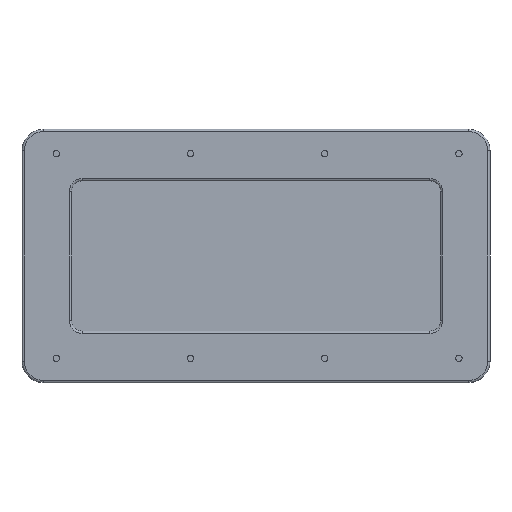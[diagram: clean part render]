
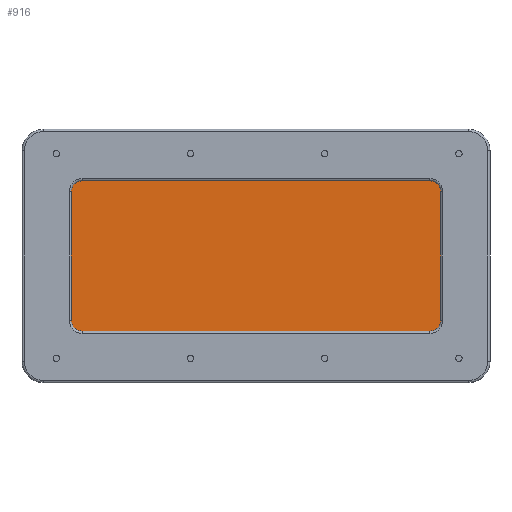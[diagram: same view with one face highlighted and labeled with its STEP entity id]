
A CAD part, front view. The second image highlights one B-rep face of the part: STEP entity #916.
In plain terms, the highlighted planar face has unit normal (0, -1, 0).
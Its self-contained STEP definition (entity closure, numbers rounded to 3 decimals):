
#5 = CARTESIAN_POINT ( 'NONE',  ( -81., 43.5, -30. ) ) ;
#21 = CARTESIAN_POINT ( 'NONE',  ( 81., 43.5, -35. ) ) ;
#104 = DIRECTION ( 'NONE',  ( 0., -1., 0. ) ) ;
#108 = EDGE_CURVE ( 'NONE', #1513, #1030, #2334, .T. ) ;
#153 = DIRECTION ( 'NONE',  ( 0., -1., 0. ) ) ;
#159 = EDGE_LOOP ( 'NONE', ( #1352, #1565, #655, #885, #1330, #207, #2273, #1212 ) ) ;
#167 = CARTESIAN_POINT ( 'NONE',  ( 86., 43.5, 30. ) ) ;
#207 = ORIENTED_EDGE ( 'NONE', *, *, #2150, .T. ) ;
#255 = CARTESIAN_POINT ( 'NONE',  ( -81., 43.5, 35. ) ) ;
#262 = EDGE_CURVE ( 'NONE', #1875, #2157, #875, .T. ) ;
#329 = CARTESIAN_POINT ( 'NONE',  ( -81., 43.5, -30. ) ) ;
#338 = PLANE ( 'NONE',  #2328 ) ;
#346 = DIRECTION ( 'NONE',  ( 0., 0., 1. ) ) ;
#378 = VERTEX_POINT ( 'NONE', #746 ) ;
#381 = LINE ( 'NONE', #743, #757 ) ;
#502 = DIRECTION ( 'NONE',  ( 1., 0., 0. ) ) ;
#655 = ORIENTED_EDGE ( 'NONE', *, *, #108, .T. ) ;
#688 = CARTESIAN_POINT ( 'NONE',  ( 81., 43.5, 30. ) ) ;
#743 = CARTESIAN_POINT ( 'NONE',  ( 86., 43.5, -30. ) ) ;
#746 = CARTESIAN_POINT ( 'NONE',  ( -81., 43.5, 35. ) ) ;
#757 = VECTOR ( 'NONE', #2179, 1000. ) ;
#758 = CARTESIAN_POINT ( 'NONE',  ( -81., 43.5, 30. ) ) ;
#810 = VERTEX_POINT ( 'NONE', #1746 ) ;
#847 = LINE ( 'NONE', #2327, #1313 ) ;
#859 = DIRECTION ( 'NONE',  ( 0., -1., 0. ) ) ;
#875 = LINE ( 'NONE', #1976, #1642 ) ;
#885 = ORIENTED_EDGE ( 'NONE', *, *, #2176, .T. ) ;
#916 = ADVANCED_FACE ( 'NONE', ( #1219 ), #338, .F. ) ;
#961 = DIRECTION ( 'NONE',  ( -1., 0., 0. ) ) ;
#1030 = VERTEX_POINT ( 'NONE', #2199 ) ;
#1107 = AXIS2_PLACEMENT_3D ( 'NONE', #1362, #104, #1561 ) ;
#1212 = ORIENTED_EDGE ( 'NONE', *, *, #262, .T. ) ;
#1217 = LINE ( 'NONE', #255, #2010 ) ;
#1219 = FACE_OUTER_BOUND ( 'NONE', #159, .T. ) ;
#1290 = EDGE_CURVE ( 'NONE', #1307, #1596, #1851, .T. ) ;
#1291 = CARTESIAN_POINT ( 'NONE',  ( -86., 43.5, 30. ) ) ;
#1307 = VERTEX_POINT ( 'NONE', #167 ) ;
#1312 = AXIS2_PLACEMENT_3D ( 'NONE', #329, #153, #2016 ) ;
#1313 = VECTOR ( 'NONE', #502, 1000. ) ;
#1314 = CARTESIAN_POINT ( 'NONE',  ( -86., 43.5, -30. ) ) ;
#1327 = CARTESIAN_POINT ( 'NONE',  ( 81., 43.5, 35. ) ) ;
#1330 = ORIENTED_EDGE ( 'NONE', *, *, #1290, .T. ) ;
#1352 = ORIENTED_EDGE ( 'NONE', *, *, #1787, .T. ) ;
#1362 = CARTESIAN_POINT ( 'NONE',  ( 81., 43.5, -30. ) ) ;
#1368 = EDGE_CURVE ( 'NONE', #810, #1513, #847, .T. ) ;
#1410 = EDGE_CURVE ( 'NONE', #378, #1875, #1699, .T. ) ;
#1444 = DIRECTION ( 'NONE',  ( 0., 0., 1. ) ) ;
#1467 = AXIS2_PLACEMENT_3D ( 'NONE', #758, #2230, #1838 ) ;
#1513 = VERTEX_POINT ( 'NONE', #21 ) ;
#1561 = DIRECTION ( 'NONE',  ( 0., 0., -1. ) ) ;
#1565 = ORIENTED_EDGE ( 'NONE', *, *, #1368, .T. ) ;
#1596 = VERTEX_POINT ( 'NONE', #1327 ) ;
#1609 = DIRECTION ( 'NONE',  ( 0., 0., -1. ) ) ;
#1642 = VECTOR ( 'NONE', #1609, 1000. ) ;
#1643 = DIRECTION ( 'NONE',  ( 0., 1., 0. ) ) ;
#1699 = CIRCLE ( 'NONE', #1467, 5. ) ;
#1746 = CARTESIAN_POINT ( 'NONE',  ( -81., 43.5, -35. ) ) ;
#1787 = EDGE_CURVE ( 'NONE', #2157, #810, #2038, .T. ) ;
#1838 = DIRECTION ( 'NONE',  ( 0., 0., 1. ) ) ;
#1851 = CIRCLE ( 'NONE', #2311, 5. ) ;
#1875 = VERTEX_POINT ( 'NONE', #1291 ) ;
#1976 = CARTESIAN_POINT ( 'NONE',  ( -86., 43.5, -30. ) ) ;
#2010 = VECTOR ( 'NONE', #961, 1000. ) ;
#2016 = DIRECTION ( 'NONE',  ( 0., 0., 1. ) ) ;
#2038 = CIRCLE ( 'NONE', #1312, 5. ) ;
#2150 = EDGE_CURVE ( 'NONE', #1596, #378, #1217, .T. ) ;
#2157 = VERTEX_POINT ( 'NONE', #1314 ) ;
#2176 = EDGE_CURVE ( 'NONE', #1030, #1307, #381, .T. ) ;
#2179 = DIRECTION ( 'NONE',  ( 0., 0., 1. ) ) ;
#2199 = CARTESIAN_POINT ( 'NONE',  ( 86., 43.5, -30. ) ) ;
#2230 = DIRECTION ( 'NONE',  ( 0., -1., 0. ) ) ;
#2273 = ORIENTED_EDGE ( 'NONE', *, *, #1410, .T. ) ;
#2311 = AXIS2_PLACEMENT_3D ( 'NONE', #688, #859, #346 ) ;
#2327 = CARTESIAN_POINT ( 'NONE',  ( -81., 43.5, -35. ) ) ;
#2328 = AXIS2_PLACEMENT_3D ( 'NONE', #5, #1643, #1444 ) ;
#2334 = CIRCLE ( 'NONE', #1107, 5. ) ;
